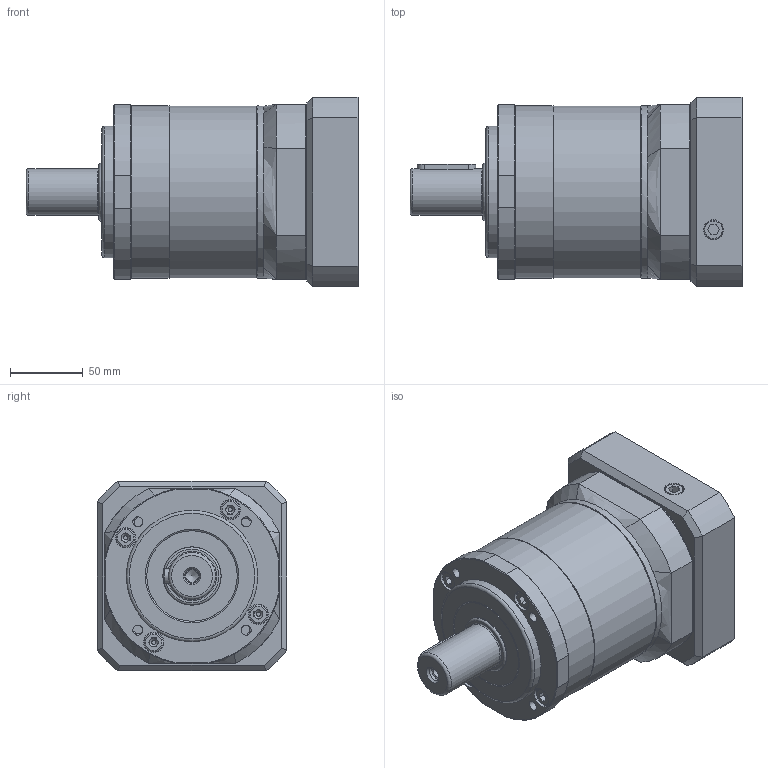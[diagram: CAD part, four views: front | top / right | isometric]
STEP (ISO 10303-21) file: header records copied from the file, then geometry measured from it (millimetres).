
FILE_DESCRIPTION((''),'2;1');
FILE_NAME('KFE-120-1.stp','2012-02-15T14:27:33',('young'),(''),'Autodesk Inventor 2012','Autodesk Inventor 2012','');
FILE_SCHEMA(('AUTOMOTIVE_DESIGN { 1 0 10303 214 1 1 1 1 }'));
Length unit declared in the file: millimetre
Products named in the file (1): KFE-120-1
Bounding box: 227.5 x 130 x 130 mm (x, y, z)
Volume: 1730857.7 mm3; surface area: 310887.2 mm2
Topology: 25 solids, 25 shells, 896 faces, 2112 edges, 1333 vertices
Faces by surface type: plane 427, cylinder 227, cone 148, bspline 57, torus 35, sphere 2
Full cylindrical faces by diameter (mm): 0.454 x1, 6.8 x13, 8 x13, 8.5 x9, 9 x5, 10 x1, 11.125 x2, 13 x15, 14 x4, 28.2 x1, 29.9 x1, 32 x1, 38.2 x1, 39.8 x2, 40 x3, 47 x1, 50 x3, 55 x3, 62 x2, 65 x2, 74 x1, 80 x1, 84 x1, 90 x4, 105 x1, 118 x3
Entity records: 27450 total; most frequent: CARTESIAN_POINT 7640, DIRECTION 4129, ORIENTED_EDGE 3770, EDGE_CURVE 1885, AXIS2_PLACEMENT_3D 1615, VERTEX_POINT 1293, EDGE_LOOP 1200, VECTOR 899
